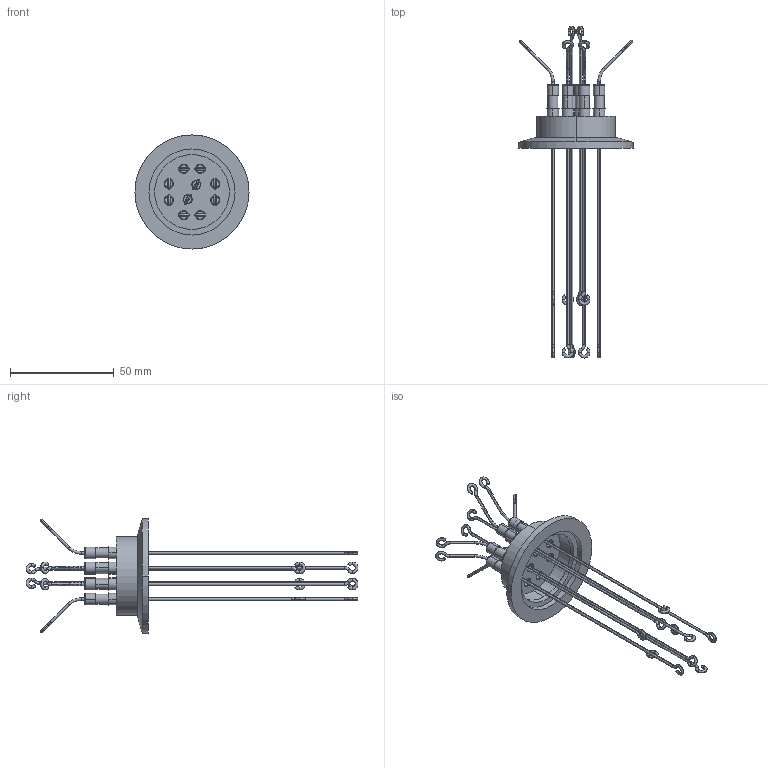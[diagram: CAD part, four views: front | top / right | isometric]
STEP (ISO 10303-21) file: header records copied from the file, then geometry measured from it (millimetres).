
FILE_DESCRIPTION (( 'STEP AP203' ), '1' );
FILE_NAME ('A0794-2-QF.STEP', '2013-04-01T12:09:36', ( '' ), ( '' ), 'SwSTEP 2.0', 'SolidWorks 2012', '' );
FILE_SCHEMA (( 'CONFIG_CONTROL_DESIGN' ));
Length unit declared in the file: inch
Products named in the file (1): A0794-2-QF
Bounding box: 54.89 x 159.72 x 54.89 mm (x, y, z)
Volume: 14783 mm3; surface area: 21336.2 mm2
Topology: 7 solids, 17 shells, 712 faces, 1540 edges, 926 vertices
Faces by surface type: torus 262, cylinder 250, cone 102, plane 98
Entity records: 20657 total; most frequent: CARTESIAN_POINT 4147, DIRECTION 4078, ORIENTED_EDGE 3080, AXIS2_PLACEMENT_3D 1863, EDGE_CURVE 1540, CIRCLE 1150, VERTEX_POINT 926, EDGE_LOOP 796
